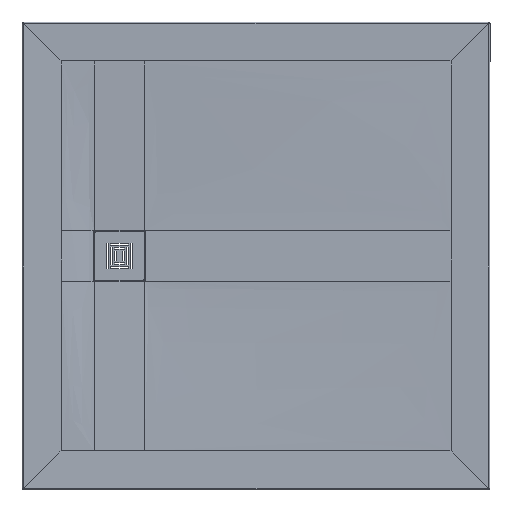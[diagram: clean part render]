
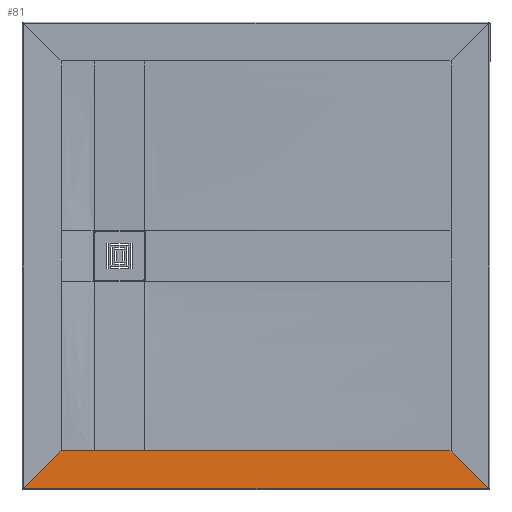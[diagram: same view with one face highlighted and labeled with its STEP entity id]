
A CAD part, top view. The second image highlights one B-rep face of the part: STEP entity #81.
In plain terms, the highlighted planar face has unit normal (0, 0.025, 1).
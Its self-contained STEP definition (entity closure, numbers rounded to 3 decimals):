
#81=ADVANCED_FACE('',(#195),#1863,.T.);
#195=FACE_OUTER_BOUND('',#309,.T.);
#309=EDGE_LOOP('',(#571,#572,#573,#574,#575,#576,#577,#578));
#571=ORIENTED_EDGE('',*,*,#1082,.T.);
#572=ORIENTED_EDGE('',*,*,#1103,.T.);
#573=ORIENTED_EDGE('',*,*,#1112,.F.);
#574=ORIENTED_EDGE('',*,*,#1111,.F.);
#575=ORIENTED_EDGE('',*,*,#1110,.F.);
#576=ORIENTED_EDGE('',*,*,#1052,.T.);
#577=ORIENTED_EDGE('',*,*,#1050,.T.);
#578=ORIENTED_EDGE('',*,*,#1048,.T.);
#1048=EDGE_CURVE('',#1661,#1655,#1374,.T.);
#1050=EDGE_CURVE('',#1662,#1661,#1375,.T.);
#1052=EDGE_CURVE('',#1663,#1662,#1376,.T.);
#1082=EDGE_CURVE('',#1655,#1681,#1404,.T.);
#1103=EDGE_CURVE('',#1681,#1692,#1425,.T.);
#1110=EDGE_CURVE('',#1663,#1696,#1430,.T.);
#1111=EDGE_CURVE('',#1696,#1697,#1431,.T.);
#1112=EDGE_CURVE('',#1697,#1692,#1432,.T.);
#1374=B_SPLINE_CURVE_WITH_KNOTS('',3,(#6471,#6472,#6473,#6474),
 .UNSPECIFIED.,.F.,.F.,(4,4),(7.175,9.208),
 .UNSPECIFIED.);
#1375=B_SPLINE_CURVE_WITH_KNOTS('',5,(#6478,#6479,#6480,#6481,#6482,#6483),
 .UNSPECIFIED.,.F.,.F.,(6,6),(0.309,1103.087),
 .UNSPECIFIED.);
#1376=B_SPLINE_CURVE_WITH_KNOTS('',3,(#6487,#6488,#6489,#6490),
 .UNSPECIFIED.,.F.,.F.,(4,4),(9.921,11.954),
 .UNSPECIFIED.);
#1404=B_SPLINE_CURVE_WITH_KNOTS('',5,(#6691,#6692,#6693,#6694,#6695,#6696),
 .UNSPECIFIED.,.F.,.F.,(6,6),(3.396,126.3),
 .UNSPECIFIED.);
#1425=B_SPLINE_CURVE_WITH_KNOTS('',5,(#6837,#6838,#6839,#6840,#6841,#6842),
 .UNSPECIFIED.,.F.,.F.,(6,6),(-1103.396,-236.678),
 .UNSPECIFIED.);
#1430=B_SPLINE_CURVE_WITH_KNOTS('',5,(#6902,#6903,#6904,#6905,#6906,#6907),
 .UNSPECIFIED.,.F.,.F.,(6,6),(3.396,126.3),
 .UNSPECIFIED.);
#1431=B_SPLINE_CURVE_WITH_KNOTS('',5,(#6908,#6909,#6910,#6911,#6912,#6913,
#6914,#6915,#6916,#6917,#6918,#6919,#6920,#6921,#6922,#6923,#6924,#6925,
#6926,#6927,#6928,#6929,#6930,#6931,#6932,#6933,#6934,#6935,#6936,#6937),
 .UNSPECIFIED.,.F.,.F.,(6,3,3,3,3,3,3,3,3,6),(0.,12.839,25.678,
32.097,38.516,51.355,64.194,77.033,
89.872,102.711),.UNSPECIFIED.);
#1432=B_SPLINE_CURVE_WITH_KNOTS('',1,(#6938,#6939),.UNSPECIFIED.,.F.,.F.,
(2,2),(0.,129.),.UNSPECIFIED.);
#1655=VERTEX_POINT('',#6182);
#1661=VERTEX_POINT('',#6188);
#1662=VERTEX_POINT('',#6189);
#1663=VERTEX_POINT('',#6190);
#1681=VERTEX_POINT('',#6208);
#1692=VERTEX_POINT('',#6219);
#1696=VERTEX_POINT('',#6223);
#1697=VERTEX_POINT('',#6224);
#1863=PLANE('',#1957);
#1957=AXIS2_PLACEMENT_3D('',#5194,#2015,$);
#2015=DIRECTION('',(0.,0.025,1.));
#5194=CARTESIAN_POINT('',(-598.95,-598.768,14.909));
#6182=CARTESIAN_POINT('',(596.29,-596.108,14.841));
#6188=CARTESIAN_POINT('',(596.042,-596.194,14.844));
#6189=CARTESIAN_POINT('',(-596.042,-596.194,14.844));
#6190=CARTESIAN_POINT('',(-596.29,-596.108,14.841));
#6208=CARTESIAN_POINT('',(500.,-499.818,12.409));
#6219=CARTESIAN_POINT('',(-285.5,-499.818,12.409));
#6223=CARTESIAN_POINT('',(-500.,-499.818,12.409));
#6224=CARTESIAN_POINT('',(-414.5,-499.818,12.409));
#6471=CARTESIAN_POINT('',(596.042,-596.194,14.844));
#6472=CARTESIAN_POINT('',(596.132,-596.194,14.844));
#6473=CARTESIAN_POINT('',(596.22,-596.163,14.843));
#6474=CARTESIAN_POINT('',(596.29,-596.108,14.841));
#6478=CARTESIAN_POINT('',(-596.042,-596.194,14.844));
#6479=CARTESIAN_POINT('',(-357.625,-596.194,14.844));
#6480=CARTESIAN_POINT('',(-119.208,-596.194,14.844));
#6481=CARTESIAN_POINT('',(119.208,-596.194,14.844));
#6482=CARTESIAN_POINT('',(357.625,-596.194,14.844));
#6483=CARTESIAN_POINT('',(596.042,-596.194,14.844));
#6487=CARTESIAN_POINT('',(-596.29,-596.108,14.841));
#6488=CARTESIAN_POINT('',(-596.22,-596.163,14.843));
#6489=CARTESIAN_POINT('',(-596.132,-596.194,14.844));
#6490=CARTESIAN_POINT('',(-596.042,-596.194,14.844));
#6691=CARTESIAN_POINT('',(596.29,-596.108,14.841));
#6692=CARTESIAN_POINT('',(577.032,-576.85,14.355));
#6693=CARTESIAN_POINT('',(557.774,-557.592,13.868));
#6694=CARTESIAN_POINT('',(538.516,-538.334,13.382));
#6695=CARTESIAN_POINT('',(519.258,-519.076,12.895));
#6696=CARTESIAN_POINT('',(500.,-499.818,12.409));
#6837=CARTESIAN_POINT('',(500.,-499.818,12.409));
#6838=CARTESIAN_POINT('',(342.9,-499.818,12.409));
#6839=CARTESIAN_POINT('',(185.8,-499.818,12.409));
#6840=CARTESIAN_POINT('',(28.7,-499.818,12.409));
#6841=CARTESIAN_POINT('',(-128.4,-499.818,12.409));
#6842=CARTESIAN_POINT('',(-285.5,-499.818,12.409));
#6902=CARTESIAN_POINT('',(-596.29,-596.108,14.841));
#6903=CARTESIAN_POINT('',(-577.032,-576.85,14.355));
#6904=CARTESIAN_POINT('',(-557.774,-557.592,13.868));
#6905=CARTESIAN_POINT('',(-538.516,-538.334,13.382));
#6906=CARTESIAN_POINT('',(-519.258,-519.076,12.895));
#6907=CARTESIAN_POINT('',(-500.,-499.818,12.409));
#6908=CARTESIAN_POINT('',(-500.,-499.818,12.409));
#6909=CARTESIAN_POINT('',(-497.862,-499.818,12.409));
#6910=CARTESIAN_POINT('',(-495.725,-499.818,12.409));
#6911=CARTESIAN_POINT('',(-493.587,-499.818,12.409));
#6912=CARTESIAN_POINT('',(-489.312,-499.818,12.409));
#6913=CARTESIAN_POINT('',(-485.038,-499.818,12.409));
#6914=CARTESIAN_POINT('',(-482.9,-499.818,12.409));
#6915=CARTESIAN_POINT('',(-479.694,-499.818,12.409));
#6916=CARTESIAN_POINT('',(-476.488,-499.818,12.409));
#6917=CARTESIAN_POINT('',(-475.419,-499.818,12.409));
#6918=CARTESIAN_POINT('',(-473.281,-499.818,12.409));
#6919=CARTESIAN_POINT('',(-471.144,-499.818,12.409));
#6920=CARTESIAN_POINT('',(-470.075,-499.818,12.409));
#6921=CARTESIAN_POINT('',(-466.869,-499.818,12.409));
#6922=CARTESIAN_POINT('',(-463.663,-499.818,12.409));
#6923=CARTESIAN_POINT('',(-461.525,-499.818,12.409));
#6924=CARTESIAN_POINT('',(-457.25,-499.818,12.409));
#6925=CARTESIAN_POINT('',(-452.975,-499.818,12.409));
#6926=CARTESIAN_POINT('',(-450.838,-499.818,12.409));
#6927=CARTESIAN_POINT('',(-446.563,-499.818,12.409));
#6928=CARTESIAN_POINT('',(-442.288,-499.818,12.409));
#6929=CARTESIAN_POINT('',(-440.15,-499.818,12.409));
#6930=CARTESIAN_POINT('',(-435.875,-499.818,12.409));
#6931=CARTESIAN_POINT('',(-431.6,-499.818,12.409));
#6932=CARTESIAN_POINT('',(-429.463,-499.818,12.409));
#6933=CARTESIAN_POINT('',(-425.188,-499.818,12.409));
#6934=CARTESIAN_POINT('',(-420.913,-499.818,12.409));
#6935=CARTESIAN_POINT('',(-418.775,-499.818,12.409));
#6936=CARTESIAN_POINT('',(-416.638,-499.818,12.409));
#6937=CARTESIAN_POINT('',(-414.5,-499.818,12.409));
#6938=CARTESIAN_POINT('',(-414.5,-499.818,12.409));
#6939=CARTESIAN_POINT('',(-285.5,-499.818,12.409));
